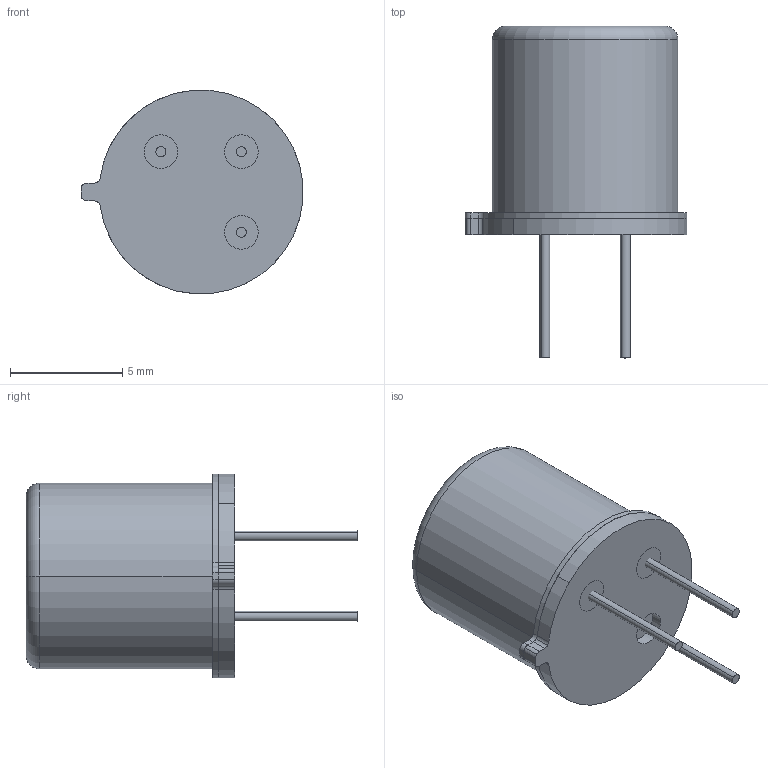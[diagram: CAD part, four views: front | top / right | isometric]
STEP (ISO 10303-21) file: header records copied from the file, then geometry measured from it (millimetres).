
FILE_DESCRIPTION (( 'STEP AP203' ), '1' );
FILE_NAME ('PaPIRs+ lensless type.STEP', '2025-10-09T03:00:27', ( '' ), ( '' ), 'SwSTEP 2.0', 'SolidWorks 2022', '' );
FILE_SCHEMA (( 'CONFIG_CONTROL_DESIGN' ));
Length unit declared in the file: millimetre
Products named in the file (1): PaPIRs+ lensless type
Bounding box: 9.88 x 14.8 x 9.08 mm (x, y, z)
Volume: 167 mm3; surface area: 807.8 mm2
Topology: 13 solids, 13 shells, 115 faces, 240 edges, 156 vertices
Faces by surface type: plane 65, cylinder 38, torus 12
Entity records: 3143 total; most frequent: DIRECTION 572, CARTESIAN_POINT 512, ORIENTED_EDGE 480, EDGE_CURVE 240, AXIS2_PLACEMENT_3D 216, VERTEX_POINT 156, LINE 140, VECTOR 140
